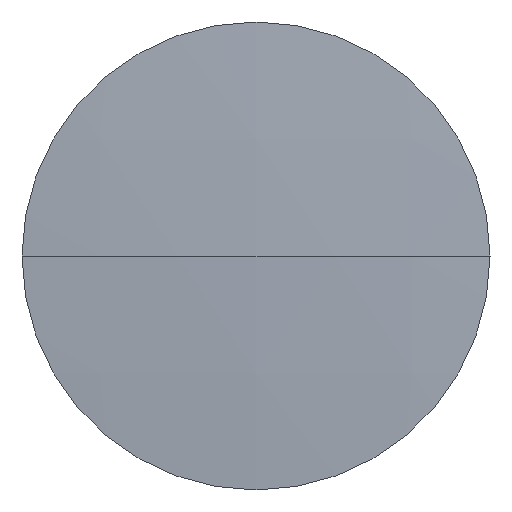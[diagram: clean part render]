
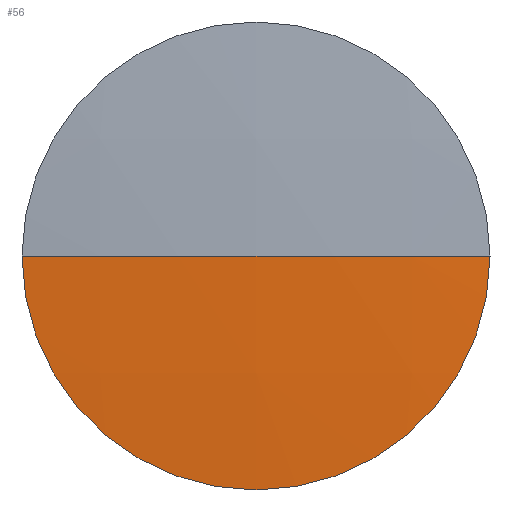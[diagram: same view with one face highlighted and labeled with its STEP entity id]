
A CAD part, left-side view. The second image highlights one B-rep face of the part: STEP entity #56.
In plain terms, the highlighted spherical face has radius 89 mm.
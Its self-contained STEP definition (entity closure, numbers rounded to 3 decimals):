
#1 = ORIENTED_EDGE ( 'NONE', *, *, #104, .F. ) ;
#3 = VERTEX_POINT ( 'NONE', #95 ) ;
#16 = DIRECTION ( 'NONE',  ( 0., 0., 1. ) ) ;
#24 = EDGE_LOOP ( 'NONE', ( #191, #38, #1 ) ) ;
#25 = EDGE_CURVE ( 'NONE', #154, #3, #52, .T. ) ;
#28 = DIRECTION ( 'NONE',  ( 0., -1., 0. ) ) ;
#30 = CARTESIAN_POINT ( 'NONE',  ( 61.494, 26.358, 0. ) ) ;
#36 = VERTEX_POINT ( 'NONE', #145 ) ;
#37 = AXIS2_PLACEMENT_3D ( 'NONE', #132, #16, #45 ) ;
#38 = ORIENTED_EDGE ( 'NONE', *, *, #25, .T. ) ;
#42 = DIRECTION ( 'NONE',  ( 0., 0., -1. ) ) ;
#45 = DIRECTION ( 'NONE',  ( 1., 0., 0. ) ) ;
#52 = CIRCLE ( 'NONE', #100, 89. ) ;
#53 = SPHERICAL_SURFACE ( 'NONE', #110, 89. ) ;
#56 = ADVANCED_FACE ( 'NONE', ( #84 ), #53, .T. ) ;
#78 = CIRCLE ( 'NONE', #189, 6.25 ) ;
#83 = DIRECTION ( 'NONE',  ( 0., 1., 0. ) ) ;
#84 = FACE_OUTER_BOUND ( 'NONE', #24, .T. ) ;
#95 = CARTESIAN_POINT ( 'NONE',  ( 61.274, 32.608, 0. ) ) ;
#96 = EDGE_CURVE ( 'NONE', #36, #154, #78, .T. ) ;
#100 = AXIS2_PLACEMENT_3D ( 'NONE', #131, #42, #83 ) ;
#104 = EDGE_CURVE ( 'NONE', #36, #3, #169, .T. ) ;
#110 = AXIS2_PLACEMENT_3D ( 'NONE', #148, #180, #118 ) ;
#118 = DIRECTION ( 'NONE',  ( 0., 1., 0. ) ) ;
#131 = CARTESIAN_POINT ( 'NONE',  ( 150.274, 32.608, 0. ) ) ;
#132 = CARTESIAN_POINT ( 'NONE',  ( 150.274, 32.608, 0. ) ) ;
#145 = CARTESIAN_POINT ( 'NONE',  ( 61.494, 38.858, 0. ) ) ;
#148 = CARTESIAN_POINT ( 'NONE',  ( 150.274, 32.608, 0. ) ) ;
#149 = DIRECTION ( 'NONE',  ( -1., 0., 0. ) ) ;
#151 = CARTESIAN_POINT ( 'NONE',  ( 61.494, 32.608, 0. ) ) ;
#154 = VERTEX_POINT ( 'NONE', #30 ) ;
#169 = CIRCLE ( 'NONE', #37, 89. ) ;
#180 = DIRECTION ( 'NONE',  ( 0., 0., -1. ) ) ;
#189 = AXIS2_PLACEMENT_3D ( 'NONE', #151, #149, #28 ) ;
#191 = ORIENTED_EDGE ( 'NONE', *, *, #96, .T. ) ;
